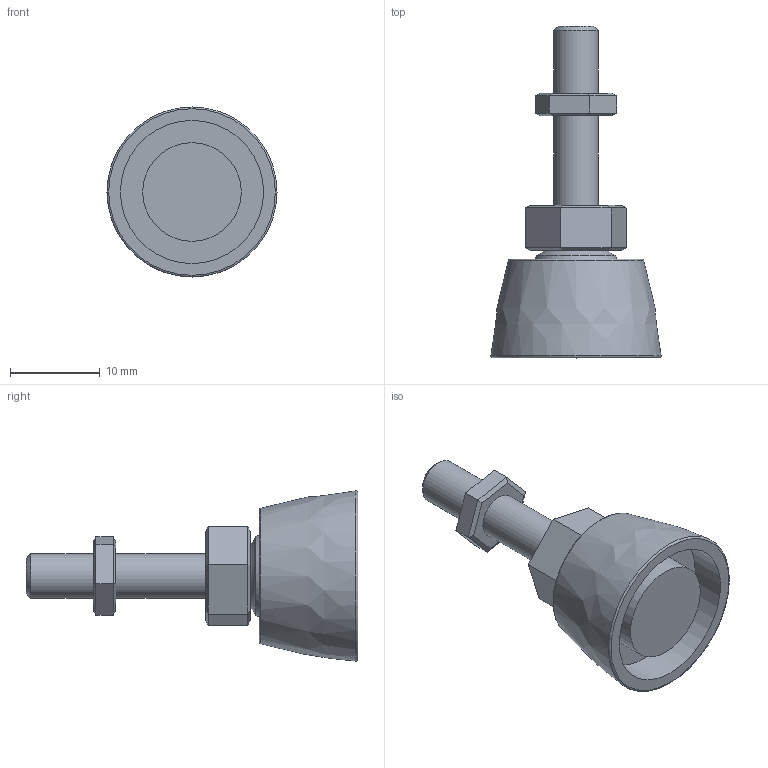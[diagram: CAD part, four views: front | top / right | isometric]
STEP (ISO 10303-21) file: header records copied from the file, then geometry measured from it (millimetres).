
FILE_DESCRIPTION(/* description */ (''),/* implementation_level */ '2;1');
FILE_NAME(/* name */ '10324_KriTec_Stellfuss_PA20_M5x20.stp',/* time_stamp */ '2017-07-06T11:44:37+02:00',/* author */ ('kostic'),/* organization */ (''),/* preprocessor_version */ 'ST-DEVELOPER v16.1',/* originating_system */ 'Autodesk Inventor 2016',/* authorisation */ '');
FILE_SCHEMA (('AUTOMOTIVE_DESIGN { 1 0 10303 214 3 1 1 }'));
Length unit declared in the file: millimetre
Products named in the file (3): Fussteller PA 20; Gewindestange Stellfuß PA-20 M5x20; 10324_KriTec_Stellfuss_PA20_M5x20
Assembly tree (2 placements, depth 2):
  10324_KriTec_Stellfuss_PA20_M5x20
    Fussteller PA 20
    Gewindestange Stellfuß PA-20 M5x20
Bounding box: 18.97 x 37 x 18.97 mm (x, y, z)
Volume: 3103.3 mm3; surface area: 2478.5 mm2
Topology: 2 solids, 2 shells, 57 faces, 118 edges, 70 vertices
Faces by surface type: plane 45, cylinder 4, torus 4, sphere 2, bspline 1, cone 1
Full cylindrical faces by diameter (mm): 5 x2, 11 x1, 15.97 x1
Entity records: 1474 total; most frequent: CARTESIAN_POINT 261, DIRECTION 244, ORIENTED_EDGE 208, EDGE_CURVE 104, LINE 84, VECTOR 84, AXIS2_PLACEMENT_3D 80, EDGE_LOOP 73
